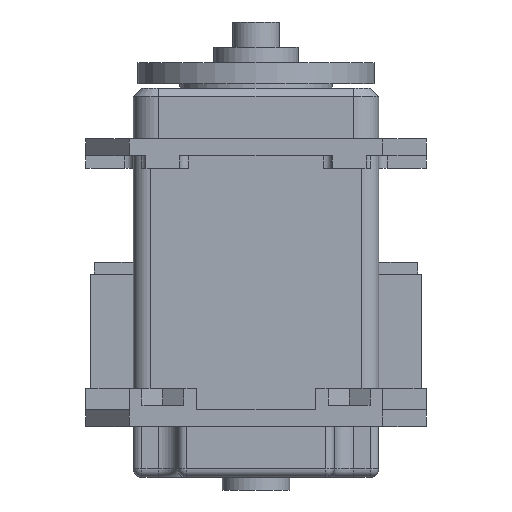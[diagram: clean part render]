
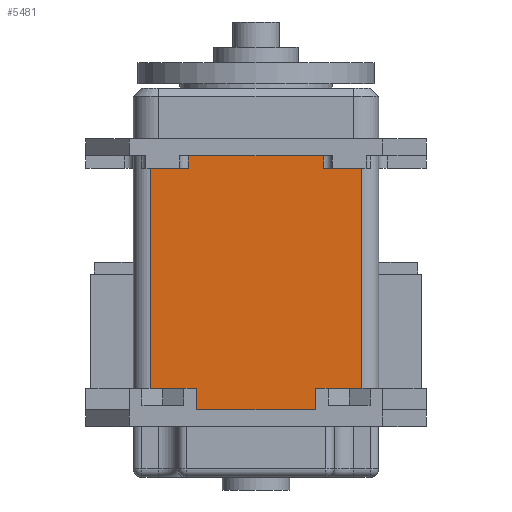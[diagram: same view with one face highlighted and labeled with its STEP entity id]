
A CAD part, front view. The second image highlights one B-rep face of the part: STEP entity #5481.
In plain terms, the highlighted planar face has unit normal (0, -1, 0).
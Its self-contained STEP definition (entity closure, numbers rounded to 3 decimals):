
#270=FACE_OUTER_BOUND('',#583,.T.);
#583=EDGE_LOOP('',(#4254,#4255,#4256,#4257,#4258,#4259,#4260,#4261,#4262,
#4263,#4264,#4265,#4266,#4267,#4268,#4269));
#1022=LINE('',#8431,#1646);
#1037=LINE('',#8462,#1661);
#1075=LINE('',#8538,#1699);
#1076=LINE('',#8543,#1700);
#1093=LINE('',#8576,#1717);
#1096=LINE('',#8581,#1720);
#1129=LINE('',#8641,#1753);
#1183=LINE('',#8737,#1807);
#1190=LINE('',#8753,#1814);
#1191=LINE('',#8755,#1815);
#1192=LINE('',#8756,#1816);
#1193=LINE('',#8757,#1817);
#1194=LINE('',#8759,#1818);
#1195=LINE('',#8761,#1819);
#1196=LINE('',#8763,#1820);
#1197=LINE('',#8764,#1821);
#1646=VECTOR('',#6635,3.875);
#1661=VECTOR('',#6658,3.875);
#1699=VECTOR('',#6706,1.4);
#1700=VECTOR('',#6711,1.4);
#1717=VECTOR('',#6740,0.201);
#1720=VECTOR('',#6745,0.201);
#1753=VECTOR('',#6798,14.05);
#1807=VECTOR('',#6902,2.5);
#1814=VECTOR('',#6915,1.5);
#1815=VECTOR('',#6916,4.5);
#1816=VECTOR('',#6917,26.);
#1817=VECTOR('',#6918,2.5);
#1818=VECTOR('',#6919,26.);
#1819=VECTOR('',#6920,4.5);
#1820=VECTOR('',#6921,1.5);
#1821=VECTOR('',#6922,16.);
#2462=VERTEX_POINT('',#8428);
#2463=VERTEX_POINT('',#8430);
#2473=VERTEX_POINT('',#8458);
#2475=VERTEX_POINT('',#8461);
#2507=VERTEX_POINT('',#8535);
#2508=VERTEX_POINT('',#8537);
#2509=VERTEX_POINT('',#8541);
#2510=VERTEX_POINT('',#8542);
#2537=VERTEX_POINT('',#8638);
#2538=VERTEX_POINT('',#8640);
#2560=VERTEX_POINT('',#8751);
#2561=VERTEX_POINT('',#8752);
#2562=VERTEX_POINT('',#8754);
#2563=VERTEX_POINT('',#8758);
#2564=VERTEX_POINT('',#8760);
#2565=VERTEX_POINT('',#8762);
#3041=EDGE_CURVE('',#2462,#2463,#1022,.T.);
#3056=EDGE_CURVE('',#2473,#2475,#1037,.T.);
#3094=EDGE_CURVE('',#2507,#2508,#1075,.T.);
#3096=EDGE_CURVE('',#2509,#2510,#1076,.T.);
#3114=EDGE_CURVE('',#2463,#2507,#1093,.T.);
#3117=EDGE_CURVE('',#2510,#2473,#1096,.T.);
#3150=EDGE_CURVE('',#2538,#2537,#1129,.T.);
#3206=EDGE_CURVE('',#2462,#2538,#1183,.T.);
#3213=EDGE_CURVE('',#2560,#2561,#1190,.T.);
#3214=EDGE_CURVE('',#2560,#2562,#1191,.T.);
#3215=EDGE_CURVE('',#2562,#2508,#1192,.T.);
#3216=EDGE_CURVE('',#2475,#2537,#1193,.T.);
#3217=EDGE_CURVE('',#2563,#2509,#1194,.T.);
#3218=EDGE_CURVE('',#2563,#2564,#1195,.T.);
#3219=EDGE_CURVE('',#2565,#2564,#1196,.T.);
#3220=EDGE_CURVE('',#2561,#2565,#1197,.T.);
#4254=ORIENTED_EDGE('',*,*,#3213,.F.);
#4255=ORIENTED_EDGE('',*,*,#3214,.T.);
#4256=ORIENTED_EDGE('',*,*,#3215,.T.);
#4257=ORIENTED_EDGE('',*,*,#3094,.F.);
#4258=ORIENTED_EDGE('',*,*,#3114,.F.);
#4259=ORIENTED_EDGE('',*,*,#3041,.F.);
#4260=ORIENTED_EDGE('',*,*,#3206,.T.);
#4261=ORIENTED_EDGE('',*,*,#3150,.T.);
#4262=ORIENTED_EDGE('',*,*,#3216,.F.);
#4263=ORIENTED_EDGE('',*,*,#3056,.F.);
#4264=ORIENTED_EDGE('',*,*,#3117,.F.);
#4265=ORIENTED_EDGE('',*,*,#3096,.F.);
#4266=ORIENTED_EDGE('',*,*,#3217,.F.);
#4267=ORIENTED_EDGE('',*,*,#3218,.T.);
#4268=ORIENTED_EDGE('',*,*,#3219,.F.);
#4269=ORIENTED_EDGE('',*,*,#3220,.F.);
#5248=PLANE('',#5856);
#5481=ADVANCED_FACE('',(#270),#5248,.T.);
#5856=AXIS2_PLACEMENT_3D('',#8750,#6913,#6914);
#6635=DIRECTION('',(-1.,0.,0.));
#6658=DIRECTION('',(-1.,0.,0.));
#6706=DIRECTION('',(-1.,0.,0.));
#6711=DIRECTION('',(-1.,0.,0.));
#6740=DIRECTION('',(-1.,0.,0.));
#6745=DIRECTION('',(-1.,0.,0.));
#6798=DIRECTION('',(1.,0.,0.));
#6902=DIRECTION('',(0.,0.,-1.));
#6913=DIRECTION('center_axis',(0.,-1.,0.));
#6914=DIRECTION('ref_axis',(1.,0.,0.));
#6915=DIRECTION('',(0.,0.,1.));
#6916=DIRECTION('',(-1.,0.,0.));
#6917=DIRECTION('',(0.,0.,-1.));
#6918=DIRECTION('',(0.,0.,-1.));
#6919=DIRECTION('',(0.,0.,-1.));
#6920=DIRECTION('',(-1.,0.,0.));
#6921=DIRECTION('',(0.,0.,-1.));
#6922=DIRECTION('',(1.,0.,0.));
#8428=CARTESIAN_POINT('',(-7.025,-45.,-12.5));
#8430=CARTESIAN_POINT('',(-10.9,-45.,-12.5));
#8431=CARTESIAN_POINT('',(-7.025,-45.,-12.5));
#8458=CARTESIAN_POINT('',(10.9,-45.,-12.5));
#8461=CARTESIAN_POINT('',(7.025,-45.,-12.5));
#8462=CARTESIAN_POINT('',(10.9,-45.,-12.5));
#8535=CARTESIAN_POINT('',(-11.1,-45.,-12.5));
#8537=CARTESIAN_POINT('',(-12.5,-45.,-12.5));
#8538=CARTESIAN_POINT('',(-11.1,-45.,-12.5));
#8541=CARTESIAN_POINT('',(12.5,-45.,-12.5));
#8542=CARTESIAN_POINT('',(11.1,-45.,-12.5));
#8543=CARTESIAN_POINT('',(12.5,-45.,-12.5));
#8576=CARTESIAN_POINT('',(-10.9,-45.,-12.5));
#8581=CARTESIAN_POINT('',(11.1,-45.,-12.5));
#8638=CARTESIAN_POINT('',(7.025,-45.,-15.));
#8640=CARTESIAN_POINT('',(-7.025,-45.,-15.));
#8641=CARTESIAN_POINT('',(-7.025,-45.,-15.));
#8737=CARTESIAN_POINT('',(-7.025,-45.,-12.5));
#8750=CARTESIAN_POINT('Origin',(-14.5,-45.,-23.));
#8751=CARTESIAN_POINT('',(-8.,-45.,13.5));
#8752=CARTESIAN_POINT('',(-8.,-45.,15.));
#8753=CARTESIAN_POINT('',(-8.,-45.,13.5));
#8754=CARTESIAN_POINT('',(-12.5,-45.,13.5));
#8755=CARTESIAN_POINT('',(-8.,-45.,13.5));
#8756=CARTESIAN_POINT('',(-12.5,-45.,13.5));
#8757=CARTESIAN_POINT('',(7.025,-45.,-12.5));
#8758=CARTESIAN_POINT('',(12.5,-45.,13.5));
#8759=CARTESIAN_POINT('',(12.5,-45.,13.5));
#8760=CARTESIAN_POINT('',(8.,-45.,13.5));
#8761=CARTESIAN_POINT('',(12.5,-45.,13.5));
#8762=CARTESIAN_POINT('',(8.,-45.,15.));
#8763=CARTESIAN_POINT('',(8.,-45.,15.));
#8764=CARTESIAN_POINT('',(-8.,-45.,15.));
